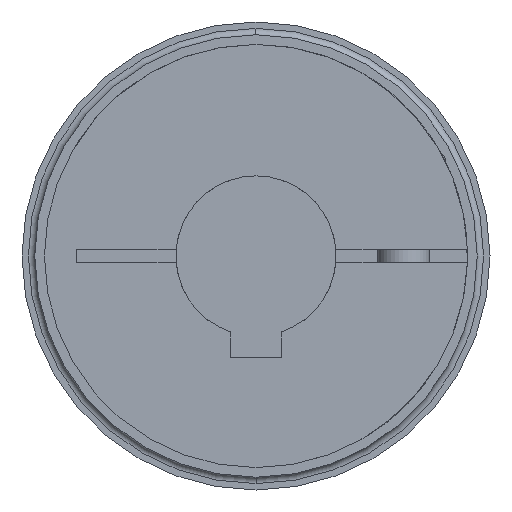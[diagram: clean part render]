
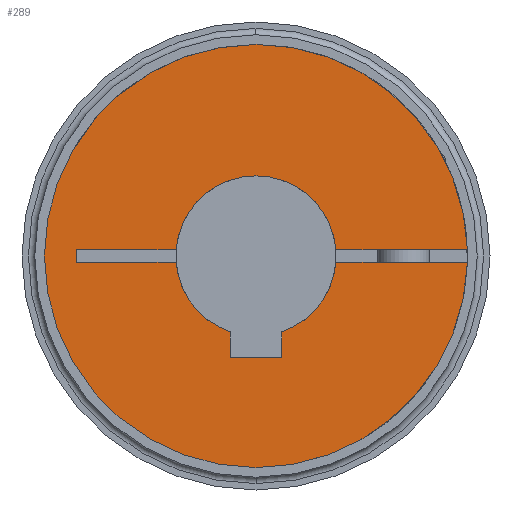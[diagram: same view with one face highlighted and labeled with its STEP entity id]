
A CAD part, left-side view. The second image highlights one B-rep face of the part: STEP entity #289.
In plain terms, the highlighted planar face has unit normal (-1, 0, 0).
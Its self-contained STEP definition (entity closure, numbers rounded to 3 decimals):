
#289=ADVANCED_FACE('',(#654),#655,.T.);
#654=FACE_OUTER_BOUND('',#1110,.T.);
#655=PLANE('',#1111);
#1110=EDGE_LOOP('',(#1892,#1893,#1894,#1895,#1896,#1897,#1898,#1899,#1900,#1901,#1902,#1903,#1904,#1905,#1906));
#1111=AXIS2_PLACEMENT_3D('',#1907,#1908,#1909);
#1892=ORIENTED_EDGE('',*,*,#2805,.T.);
#1893=ORIENTED_EDGE('',*,*,#2836,.T.);
#1894=ORIENTED_EDGE('',*,*,#2848,.T.);
#1895=ORIENTED_EDGE('',*,*,#2723,.F.);
#1896=ORIENTED_EDGE('',*,*,#2850,.F.);
#1897=ORIENTED_EDGE('',*,*,#2712,.F.);
#1898=ORIENTED_EDGE('',*,*,#2851,.T.);
#1899=ORIENTED_EDGE('',*,*,#2818,.T.);
#1900=ORIENTED_EDGE('',*,*,#2824,.T.);
#1901=ORIENTED_EDGE('',*,*,#2828,.T.);
#1902=ORIENTED_EDGE('',*,*,#2830,.T.);
#1903=ORIENTED_EDGE('',*,*,#2812,.T.);
#1904=ORIENTED_EDGE('',*,*,#2852,.T.);
#1905=ORIENTED_EDGE('',*,*,#2853,.T.);
#1906=ORIENTED_EDGE('',*,*,#2854,.T.);
#1907=CARTESIAN_POINT('',(0.0,0.0,16.5));
#1908=DIRECTION('',(-1.0,-0.0,-0.0));
#1909=DIRECTION('',(0.0,0.0,-1.0));
#2712=EDGE_CURVE('',#3253,#3255,#3256,.T.);
#2723=EDGE_CURVE('',#3273,#3276,#3277,.T.);
#2805=EDGE_CURVE('',#3416,#3413,#3417,.T.);
#2812=EDGE_CURVE('',#3429,#3427,#3430,.T.);
#2818=EDGE_CURVE('',#3439,#3437,#3440,.T.);
#2824=EDGE_CURVE('',#3437,#3447,#3449,.T.);
#2828=EDGE_CURVE('',#3447,#3453,#3455,.T.);
#2830=EDGE_CURVE('',#3453,#3429,#3457,.T.);
#2836=EDGE_CURVE('',#3413,#3463,#3465,.T.);
#2848=EDGE_CURVE('',#3463,#3276,#3481,.T.);
#2850=EDGE_CURVE('',#3255,#3273,#3483,.T.);
#2851=EDGE_CURVE('',#3253,#3439,#3484,.T.);
#2852=EDGE_CURVE('',#3427,#3485,#3486,.T.);
#2853=EDGE_CURVE('',#3485,#3487,#3488,.T.);
#2854=EDGE_CURVE('',#3487,#3416,#3489,.T.);
#3253=VERTEX_POINT('',#3929);
#3255=VERTEX_POINT('',#3932);
#3256=CIRCLE('',#3933,33.0);
#3273=VERTEX_POINT('',#4085);
#3276=VERTEX_POINT('',#4089);
#3277=CIRCLE('',#4090,33.0);
#3413=VERTEX_POINT('',#4387);
#3416=VERTEX_POINT('',#4391);
#3417=CIRCLE('',#4392,12.5);
#3427=VERTEX_POINT('',#4404);
#3429=VERTEX_POINT('',#4407);
#3430=CIRCLE('',#4408,12.5);
#3437=VERTEX_POINT('',#4416);
#3439=VERTEX_POINT('',#4419);
#3440=CIRCLE('',#4420,12.5);
#3447=VERTEX_POINT('',#4429);
#3449=LINE('',#4432,#4433);
#3453=VERTEX_POINT('',#4438);
#3455=LINE('',#4441,#4442);
#3457=LINE('',#4444,#4445);
#3463=VERTEX_POINT('',#4452);
#3465=CIRCLE('',#4455,12.5);
#3481=LINE('',#4474,#4475);
#3483=CIRCLE('',#4477,33.0);
#3484=LINE('',#4478,#4479);
#3485=VERTEX_POINT('',#4480);
#3486=LINE('',#4481,#4482);
#3487=VERTEX_POINT('',#4483);
#3488=LINE('',#4484,#4485);
#3489=LINE('',#4486,#4487);
#3929=CARTESIAN_POINT('',(0.0,-32.985,-1.0));
#3932=CARTESIAN_POINT('',(0.0,0.,-33.0));
#3933=AXIS2_PLACEMENT_3D('',#5043,#5044,#5045);
#4085=CARTESIAN_POINT('',(0.0,0.,33.0));
#4089=CARTESIAN_POINT('',(0.0,-32.985,1.0));
#4090=AXIS2_PLACEMENT_3D('',#5051,#5052,#5053);
#4387=CARTESIAN_POINT('',(0.0,0.,12.5));
#4391=CARTESIAN_POINT('',(0.0,12.46,1.0));
#4392=AXIS2_PLACEMENT_3D('',#5175,#5176,#5177);
#4404=CARTESIAN_POINT('',(0.0,12.46,-1.0));
#4407=CARTESIAN_POINT('',(0.0,4.0,-11.843));
#4408=AXIS2_PLACEMENT_3D('',#5187,#5188,#5189);
#4416=CARTESIAN_POINT('',(0.0,-4.0,-11.843));
#4419=CARTESIAN_POINT('',(0.0,-12.46,-1.0));
#4420=AXIS2_PLACEMENT_3D('',#5198,#5199,#5200);
#4429=CARTESIAN_POINT('',(0.0,-4.0,-15.8));
#4432=CARTESIAN_POINT('',(0.0,-4.0,4.3));
#4433=VECTOR('',#5207,1.0);
#4438=CARTESIAN_POINT('',(0.0,4.0,-15.8));
#4441=CARTESIAN_POINT('',(0.0,0.0,-15.8));
#4442=VECTOR('',#5210,1.0);
#4444=CARTESIAN_POINT('',(0.0,4.0,4.3));
#4445=VECTOR('',#5211,1.0);
#4452=CARTESIAN_POINT('',(0.0,-12.46,1.0));
#4455=AXIS2_PLACEMENT_3D('',#5217,#5218,#5219);
#4474=CARTESIAN_POINT('',(0.0,-1.5,1.0));
#4475=VECTOR('',#5238,1.0);
#4477=AXIS2_PLACEMENT_3D('',#5239,#5240,#5241);
#4478=CARTESIAN_POINT('',(0.0,-1.5,-1.0));
#4479=VECTOR('',#5242,1.0);
#4480=CARTESIAN_POINT('',(0.0,28.0,-1.0));
#4481=CARTESIAN_POINT('',(0.0,-1.5,-1.0));
#4482=VECTOR('',#5243,1.0);
#4483=CARTESIAN_POINT('',(0.0,28.0,1.0));
#4484=CARTESIAN_POINT('',(0.0,28.0,8.25));
#4485=VECTOR('',#5244,1.0);
#4486=CARTESIAN_POINT('',(0.0,-1.5,1.0));
#4487=VECTOR('',#5245,1.0);
#5043=CARTESIAN_POINT('',(0.0,0.0,0.0));
#5044=DIRECTION('',(1.0,0.0,-0.0));
#5045=DIRECTION('',(0.0,0.0,1.0));
#5051=CARTESIAN_POINT('',(0.0,0.0,0.0));
#5052=DIRECTION('',(1.0,0.0,-0.0));
#5053=DIRECTION('',(0.0,0.0,1.0));
#5175=CARTESIAN_POINT('',(0.0,0.0,0.0));
#5176=DIRECTION('',(1.0,0.0,0.0));
#5177=DIRECTION('',(0.0,0.0,-1.0));
#5187=CARTESIAN_POINT('',(0.0,0.0,0.0));
#5188=DIRECTION('',(1.0,0.0,0.0));
#5189=DIRECTION('',(0.0,0.0,-1.0));
#5198=CARTESIAN_POINT('',(0.0,0.0,0.0));
#5199=DIRECTION('',(1.0,0.0,0.0));
#5200=DIRECTION('',(0.0,0.0,-1.0));
#5207=DIRECTION('',(0.0,0.0,-1.0));
#5210=DIRECTION('',(0.0,1.0,0.0));
#5211=DIRECTION('',(-0.0,0.0,1.0));
#5217=CARTESIAN_POINT('',(0.0,0.0,0.0));
#5218=DIRECTION('',(1.0,0.0,0.0));
#5219=DIRECTION('',(0.0,0.0,-1.0));
#5238=DIRECTION('',(0.0,-1.0,0.0));
#5239=CARTESIAN_POINT('',(0.0,0.0,0.0));
#5240=DIRECTION('',(1.0,0.0,-0.0));
#5241=DIRECTION('',(0.0,0.0,1.0));
#5242=DIRECTION('',(0.0,1.0,0.0));
#5243=DIRECTION('',(0.0,1.0,0.0));
#5244=DIRECTION('',(-0.0,0.0,1.0));
#5245=DIRECTION('',(0.0,-1.0,0.0));
